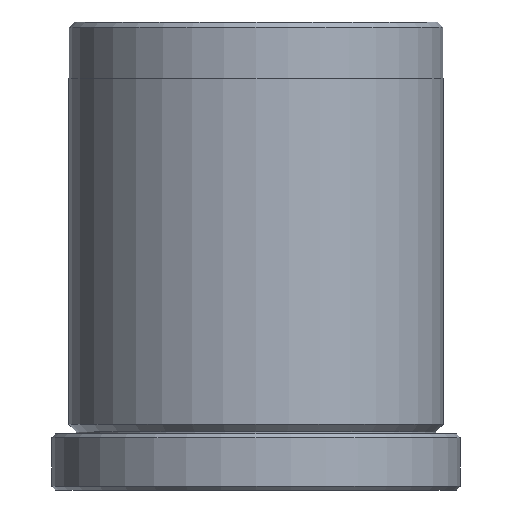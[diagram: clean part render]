
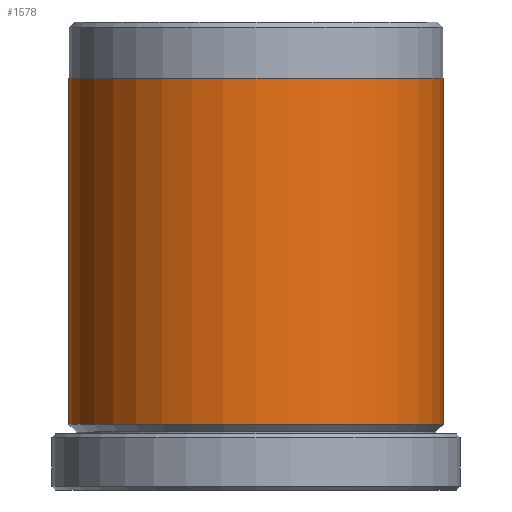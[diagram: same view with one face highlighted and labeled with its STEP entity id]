
A CAD part, front view. The second image highlights one B-rep face of the part: STEP entity #1578.
In plain terms, the highlighted cylindrical face has radius 10 mm (diameter 20 mm), a partial arc.
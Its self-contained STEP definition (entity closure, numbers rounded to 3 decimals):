
#10 = VECTOR ( 'NONE', #724, 1000. ) ;
#16 = CARTESIAN_POINT ( 'NONE',  ( 10., 0., 25. ) ) ;
#55 = DIRECTION ( 'NONE',  ( 0., 0., -1. ) ) ;
#90 = AXIS2_PLACEMENT_3D ( 'NONE', #1622, #573, #1810 ) ;
#91 = FACE_OUTER_BOUND ( 'NONE', #1941, .T. ) ;
#132 = CARTESIAN_POINT ( 'NONE',  ( 0., 0., 22. ) ) ;
#191 = DIRECTION ( 'NONE',  ( -1., 0., 0. ) ) ;
#274 = DIRECTION ( 'NONE',  ( 0., 0., 1. ) ) ;
#276 = VERTEX_POINT ( 'NONE', #1931 ) ;
#283 = DIRECTION ( 'NONE',  ( 1., 0., 0. ) ) ;
#334 = AXIS2_PLACEMENT_3D ( 'NONE', #132, #274, #283 ) ;
#382 = ORIENTED_EDGE ( 'NONE', *, *, #1436, .F. ) ;
#434 = LINE ( 'NONE', #16, #10 ) ;
#488 = EDGE_CURVE ( 'NONE', #1891, #1468, #1476, .T. ) ;
#545 = CIRCLE ( 'NONE', #90, 10. ) ;
#573 = DIRECTION ( 'NONE',  ( 0., 0., -1. ) ) ;
#591 = VECTOR ( 'NONE', #1971, 1000. ) ;
#674 = CARTESIAN_POINT ( 'NONE',  ( -10., 0., 3.5 ) ) ;
#724 = DIRECTION ( 'NONE',  ( 0., 0., -1. ) ) ;
#871 = ORIENTED_EDGE ( 'NONE', *, *, #1716, .F. ) ;
#1023 = CARTESIAN_POINT ( 'NONE',  ( 0., 0., 25. ) ) ;
#1068 = VERTEX_POINT ( 'NONE', #2282 ) ;
#1436 = EDGE_CURVE ( 'NONE', #1891, #276, #2024, .T. ) ;
#1468 = VERTEX_POINT ( 'NONE', #674 ) ;
#1476 = LINE ( 'NONE', #2126, #591 ) ;
#1578 = ADVANCED_FACE ( 'NONE', ( #91 ), #1868, .T. ) ;
#1622 = CARTESIAN_POINT ( 'NONE',  ( 0., 0., 3.5 ) ) ;
#1716 = EDGE_CURVE ( 'NONE', #276, #1068, #434, .T. ) ;
#1748 = ORIENTED_EDGE ( 'NONE', *, *, #2237, .F. ) ;
#1770 = CARTESIAN_POINT ( 'NONE',  ( -10., 0., 22. ) ) ;
#1810 = DIRECTION ( 'NONE',  ( -1., 0., 0. ) ) ;
#1868 = CYLINDRICAL_SURFACE ( 'NONE', #1880, 10. ) ;
#1880 = AXIS2_PLACEMENT_3D ( 'NONE', #1023, #55, #191 ) ;
#1891 = VERTEX_POINT ( 'NONE', #1770 ) ;
#1931 = CARTESIAN_POINT ( 'NONE',  ( 10., 0., 22. ) ) ;
#1941 = EDGE_LOOP ( 'NONE', ( #871, #382, #2207, #1748 ) ) ;
#1971 = DIRECTION ( 'NONE',  ( 0., 0., -1. ) ) ;
#2024 = CIRCLE ( 'NONE', #334, 10. ) ;
#2126 = CARTESIAN_POINT ( 'NONE',  ( -10., 0., 25. ) ) ;
#2207 = ORIENTED_EDGE ( 'NONE', *, *, #488, .T. ) ;
#2237 = EDGE_CURVE ( 'NONE', #1068, #1468, #545, .T. ) ;
#2282 = CARTESIAN_POINT ( 'NONE',  ( 10., 0., 3.5 ) ) ;
